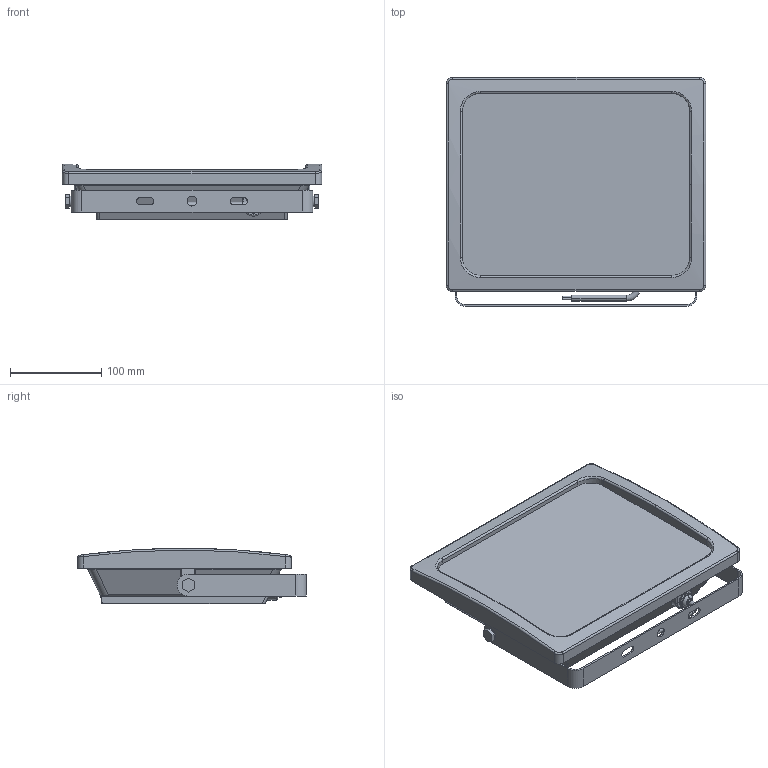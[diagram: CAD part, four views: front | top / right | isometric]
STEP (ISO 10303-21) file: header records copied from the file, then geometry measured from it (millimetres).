
FILE_DESCRIPTION (( 'STEP AP203' ), '1' );
FILE_NAME ('LPDO701-100-K03 Ïðîæåêòîð ÑÄÎ 07-100 ñâåòîäèîäíûé ñåðûé IP65 IEK.STEP', '2018-03-20T12:42:49', ( '' ), ( '' ), 'SwSTEP 2.0', 'SolidWorks 2014', '' );
FILE_SCHEMA (( 'CONFIG_CONTROL_DESIGN' ));
Length unit declared in the file: millimetre
Products named in the file (2): LPDO701-100-K03 Ïðîæåêòîð ÑÄÎ 07-100 ñâåòîäèîäíûé ñåðûé IP65 IEK
Bounding box: 285 x 251.5 x 61 mm (x, y, z)
Volume: 530169.9 mm3; surface area: 640527.9 mm2
Topology: 13 solids, 13 shells, 729 faces, 1803 edges, 1118 vertices
Faces by surface type: cylinder 327, plane 248, bspline 135, torus 19
Entity records: 25756 total; most frequent: CARTESIAN_POINT 9754, ORIENTED_EDGE 3606, DIRECTION 3007, EDGE_CURVE 1803, VERTEX_POINT 1118, AXIS2_PLACEMENT_3D 1047, VECTOR 913, LINE 913
